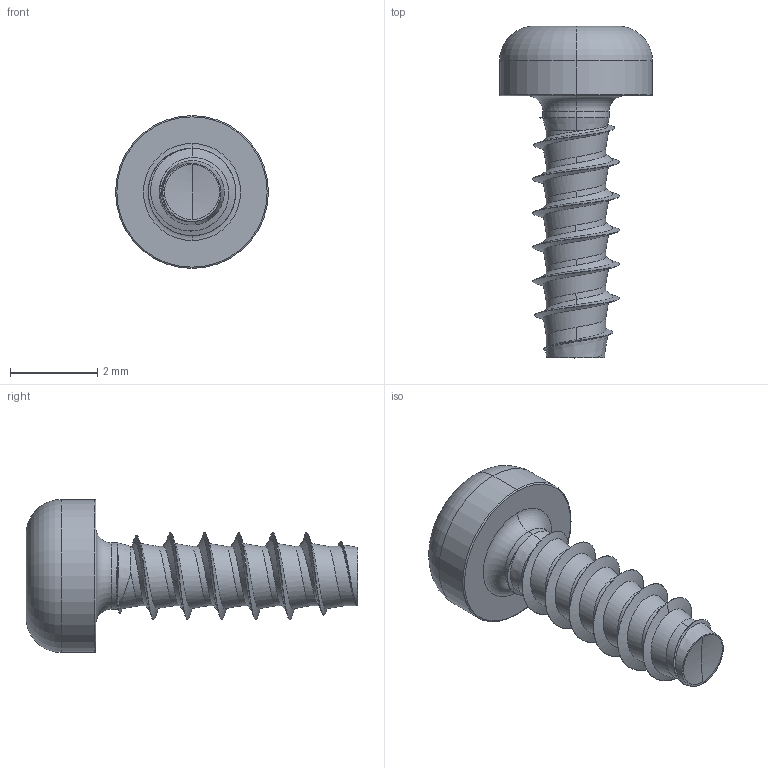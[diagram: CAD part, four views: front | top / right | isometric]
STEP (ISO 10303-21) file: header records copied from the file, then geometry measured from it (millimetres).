
FILE_DESCRIPTION (( 'STEP AP203' ), '1' );
FILE_NAME ('STP390200060.STEP', '2017-08-15T19:07:44', ( '' ), ( '' ), 'SwSTEP 2.0', 'SolidWorks 2015', '' );
FILE_SCHEMA (( 'CONFIG_CONTROL_DESIGN' ));
Length unit declared in the file: millimetre
Products named in the file (1): STP390200060
Bounding box: 3.5 x 7.6 x 3.5 mm (x, y, z)
Volume: 22.7 mm3; surface area: 77.5 mm2
Topology: 1 solids, 1 shells, 96 faces, 234 edges, 140 vertices
Faces by surface type: cylinder 39, bspline 35, cone 10, torus 6, sphere 4, plane 2
Entity records: 13039 total; most frequent: CARTESIAN_POINT 11063, ORIENTED_EDGE 464, DIRECTION 301, EDGE_CURVE 232, VERTEX_POINT 140, AXIS2_PLACEMENT_3D 124, B_SPLINE_CURVE_WITH_KNOTS 103, EDGE_LOOP 98
